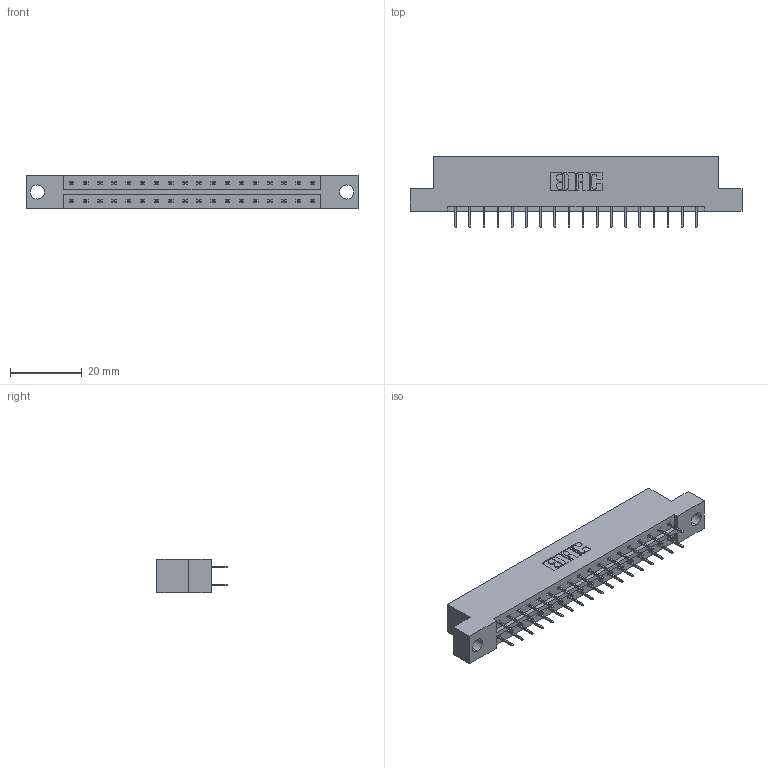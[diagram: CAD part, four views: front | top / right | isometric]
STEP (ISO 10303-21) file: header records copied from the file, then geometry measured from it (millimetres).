
FILE_DESCRIPTION (( 'STEP AP203' ), '1' );
FILE_NAME ('333-036-524-204.STEP', '2018-08-03T00:44:34', ( '' ), ( '' ), 'SwSTEP 2.0', 'SolidWorks 2016', '' );
FILE_SCHEMA (( 'CONFIG_CONTROL_DESIGN' ));
Length unit declared in the file: inch
Products named in the file (3): 333 Part_Flush - .156 Dia - TH; 345-292-001_345-293-124; 333-036-524-204
Assembly tree (37 placements, depth 2):
  333-036-524-204
    333 Part_Flush - .156 Dia - TH
    345-292-001_345-293-124  x36
Bounding box: 92.86 x 19.69 x 9.4 mm (x, y, z)
Volume: 9113.9 mm3; surface area: 10153 mm2
Topology: 37 solids, 37 shells, 2130 faces, 6035 edges, 3878 vertices
Faces by surface type: plane 1582, cylinder 548
Entity records: 14761 total; most frequent: CARTESIAN_POINT 2474, ORIENTED_EDGE 2410, DIRECTION 2157, EDGE_CURVE 1205, VECTOR 1081, LINE 1081, VERTEX_POINT 798, AXIS2_PLACEMENT_3D 538
